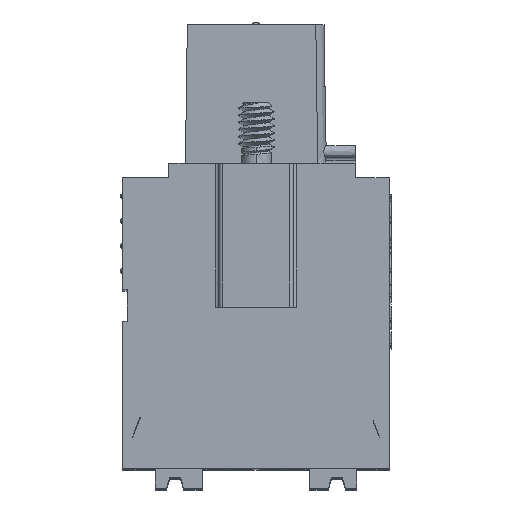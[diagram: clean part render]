
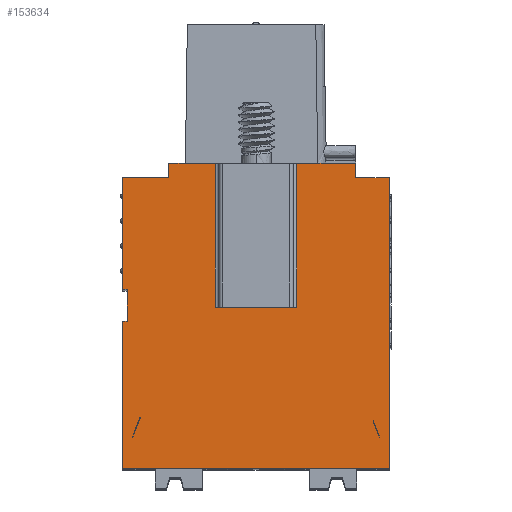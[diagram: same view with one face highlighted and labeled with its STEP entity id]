
A CAD part, top view. The second image highlights one B-rep face of the part: STEP entity #153634.
In plain terms, the highlighted planar face has unit normal (0, 0, 1).
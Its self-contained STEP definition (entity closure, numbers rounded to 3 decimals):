
#734=CARTESIAN_POINT('',(14.539,0.,0.));
#735=VERTEX_POINT('',#734);
#742=CARTESIAN_POINT('',(14.559,0.,0.));
#743=VERTEX_POINT('',#742);
#744=CARTESIAN_POINT('',(14.539,0.,0.));
#745=DIRECTION('',(1.,0.,0.));
#746=VECTOR('',#745,0.02);
#747=LINE('',#744,#746);
#748=EDGE_CURVE('',#735,#743,#747,.T.);
#1215=CARTESIAN_POINT('',(14.196,0.878,0.));
#1216=VERTEX_POINT('',#1215);
#1223=CARTESIAN_POINT('',(14.196,0.878,0.));
#1224=DIRECTION('',(0.364,-0.931,0.));
#1225=VECTOR('',#1224,0.943);
#1226=LINE('',#1223,#1225);
#1227=EDGE_CURVE('',#1216,#735,#1226,.T.);
#1328=CARTESIAN_POINT('',(14.195,0.953,0.));
#1329=VERTEX_POINT('',#1328);
#1336=CARTESIAN_POINT('',(14.195,0.953,0.));
#1337=DIRECTION('',(0.01,-1.,0.));
#1338=VECTOR('',#1337,0.075);
#1339=LINE('',#1336,#1338);
#1340=EDGE_CURVE('',#1329,#1216,#1339,.T.);
#2519=CARTESIAN_POINT('',(13.209,14.6,0.));
#2520=VERTEX_POINT('',#2519);
#2527=CARTESIAN_POINT('',(15.109,14.6,0.));
#2528=VERTEX_POINT('',#2527);
#2529=CARTESIAN_POINT('',(13.209,14.6,0.));
#2530=DIRECTION('',(1.,0.,0.));
#2531=VECTOR('',#2530,1.9);
#2532=LINE('',#2529,#2531);
#2533=EDGE_CURVE('',#2520,#2528,#2532,.T.);
#2874=CARTESIAN_POINT('',(0.109,-1.77,0.));
#2875=VERTEX_POINT('',#2874);
#2882=CARTESIAN_POINT('',(0.109,6.5,0.));
#2883=VERTEX_POINT('',#2882);
#2884=CARTESIAN_POINT('',(0.109,-1.77,0.));
#2885=DIRECTION('',(0.,1.,0.));
#2886=VECTOR('',#2885,8.27);
#2887=LINE('',#2884,#2886);
#2888=EDGE_CURVE('',#2875,#2883,#2887,.T.);
#4213=CARTESIAN_POINT('',(0.359,6.5,0.));
#4214=VERTEX_POINT('',#4213);
#4215=CARTESIAN_POINT('',(0.109,6.5,0.));
#4216=DIRECTION('',(1.,0.,0.));
#4217=VECTOR('',#4216,0.25);
#4218=LINE('',#4215,#4217);
#4219=EDGE_CURVE('',#2883,#4214,#4218,.T.);
#4244=CARTESIAN_POINT('',(0.359,8.3,0.));
#4245=VERTEX_POINT('',#4244);
#4246=CARTESIAN_POINT('',(0.359,6.5,0.));
#4247=DIRECTION('',(0.,1.,0.));
#4248=VECTOR('',#4247,1.8);
#4249=LINE('',#4246,#4248);
#4250=EDGE_CURVE('',#4214,#4245,#4249,.T.);
#4275=CARTESIAN_POINT('',(0.109,8.3,0.));
#4276=VERTEX_POINT('',#4275);
#4277=CARTESIAN_POINT('',(0.359,8.3,0.));
#4278=DIRECTION('',(-1.,0.,0.));
#4279=VECTOR('',#4278,0.25);
#4280=LINE('',#4277,#4279);
#4281=EDGE_CURVE('',#4245,#4276,#4280,.T.);
#4306=CARTESIAN_POINT('',(0.109,14.6,0.));
#4307=VERTEX_POINT('',#4306);
#4308=CARTESIAN_POINT('',(0.109,8.3,0.));
#4309=DIRECTION('',(0.,1.,0.));
#4310=VECTOR('',#4309,6.3);
#4311=LINE('',#4308,#4310);
#4312=EDGE_CURVE('',#4276,#4307,#4311,.T.);
#6785=CARTESIAN_POINT('',(2.709,14.6,0.));
#6786=VERTEX_POINT('',#6785);
#6787=CARTESIAN_POINT('',(0.109,14.6,0.));
#6788=DIRECTION('',(1.,0.,0.));
#6789=VECTOR('',#6788,2.6);
#6790=LINE('',#6787,#6789);
#6791=EDGE_CURVE('',#4307,#6786,#6790,.T.);
#6816=CARTESIAN_POINT('',(2.709,15.4,0.));
#6817=VERTEX_POINT('',#6816);
#6818=CARTESIAN_POINT('',(2.709,14.6,0.));
#6819=DIRECTION('',(0.,1.,0.));
#6820=VECTOR('',#6819,0.8);
#6821=LINE('',#6818,#6820);
#6822=EDGE_CURVE('',#6786,#6817,#6821,.T.);
#6960=CARTESIAN_POINT('',(0.659,0.,0.));
#6961=VERTEX_POINT('',#6960);
#6968=CARTESIAN_POINT('',(0.678,0.,0.));
#6969=VERTEX_POINT('',#6968);
#6970=CARTESIAN_POINT('',(0.659,0.,0.));
#6971=DIRECTION('',(1.,0.,0.));
#6972=VECTOR('',#6971,0.02);
#6973=LINE('',#6970,#6972);
#6974=EDGE_CURVE('',#6961,#6969,#6973,.T.);
#7967=CARTESIAN_POINT('',(1.109,1.1,0.));
#7968=VERTEX_POINT('',#7967);
#7969=CARTESIAN_POINT('',(0.678,0.,0.));
#7970=DIRECTION('',(0.364,0.931,0.));
#7971=VECTOR('',#7970,1.181);
#7972=LINE('',#7969,#7971);
#7973=EDGE_CURVE('',#6969,#7968,#7972,.T.);
#29327=CARTESIAN_POINT('',(15.109,-1.77,0.));
#29328=VERTEX_POINT('',#29327);
#29335=CARTESIAN_POINT('',(15.109,-1.77,0.));
#29336=DIRECTION('',(-1.,0.,0.));
#29337=VECTOR('',#29336,15.);
#29338=LINE('',#29335,#29337);
#29339=EDGE_CURVE('',#29328,#2875,#29338,.T.);
#116544=CARTESIAN_POINT('',(5.324,15.4,0.));
#116545=VERTEX_POINT('',#116544);
#116546=CARTESIAN_POINT('',(2.709,15.4,0.));
#116547=DIRECTION('',(1.,0.,0.));
#116548=VECTOR('',#116547,2.615);
#116549=LINE('',#116546,#116548);
#116550=EDGE_CURVE('',#6817,#116545,#116549,.T.);
#116603=CARTESIAN_POINT('',(9.894,15.4,0.));
#116604=VERTEX_POINT('',#116603);
#116612=CARTESIAN_POINT('',(13.209,15.4,0.));
#116613=VERTEX_POINT('',#116612);
#116614=CARTESIAN_POINT('',(9.894,15.4,0.));
#116615=DIRECTION('',(1.,0.,0.));
#116616=VECTOR('',#116615,3.315);
#116617=LINE('',#116614,#116616);
#116618=EDGE_CURVE('',#116604,#116613,#116617,.T.);
#121013=CARTESIAN_POINT('',(13.209,15.4,0.));
#121014=DIRECTION('',(0.,-1.,0.));
#121015=VECTOR('',#121014,0.8);
#121016=LINE('',#121013,#121015);
#121017=EDGE_CURVE('',#116613,#2520,#121016,.T.);
#153558=CARTESIAN_POINT('',(9.39,2.6,0.));
#153559=DIRECTION('',(1.,0.,0.));
#153560=DIRECTION('',(0.,0.,1.));
#153561=AXIS2_PLACEMENT_3D('',#153558,#153560,#153559);
#153562=PLANE('',#153561);
#153563=CARTESIAN_POINT('',(9.894,7.3,0.));
#153564=VERTEX_POINT('',#153563);
#153565=CARTESIAN_POINT('',(5.324,7.3,0.));
#153566=VERTEX_POINT('',#153565);
#153567=CARTESIAN_POINT('',(9.894,7.3,0.));
#153568=DIRECTION('',(-1.,0.,0.));
#153569=VECTOR('',#153568,4.57);
#153570=LINE('',#153567,#153569);
#153571=EDGE_CURVE('',#153564,#153566,#153570,.T.);
#153572=ORIENTED_EDGE('',*,*,#153571,.T.);
#153573=CARTESIAN_POINT('',(5.324,7.3,0.));
#153574=DIRECTION('',(0.,1.,0.));
#153575=VECTOR('',#153574,8.1);
#153576=LINE('',#153573,#153575);
#153577=EDGE_CURVE('',#153566,#116545,#153576,.T.);
#153578=ORIENTED_EDGE('',*,*,#153577,.T.);
#153579=ORIENTED_EDGE('',*,*,#116550,.F.);
#153580=ORIENTED_EDGE('',*,*,#6822,.F.);
#153581=ORIENTED_EDGE('',*,*,#6791,.F.);
#153582=ORIENTED_EDGE('',*,*,#4312,.F.);
#153583=ORIENTED_EDGE('',*,*,#4281,.F.);
#153584=ORIENTED_EDGE('',*,*,#4250,.F.);
#153585=ORIENTED_EDGE('',*,*,#4219,.F.);
#153586=ORIENTED_EDGE('',*,*,#2888,.F.);
#153587=ORIENTED_EDGE('',*,*,#29339,.F.);
#153588=CARTESIAN_POINT('',(15.109,14.6,0.));
#153589=DIRECTION('',(0.,-1.,0.));
#153590=VECTOR('',#153589,16.37);
#153591=LINE('',#153588,#153590);
#153592=EDGE_CURVE('',#2528,#29328,#153591,.T.);
#153593=ORIENTED_EDGE('',*,*,#153592,.F.);
#153594=ORIENTED_EDGE('',*,*,#2533,.F.);
#153595=ORIENTED_EDGE('',*,*,#121017,.F.);
#153596=ORIENTED_EDGE('',*,*,#116618,.F.);
#153597=CARTESIAN_POINT('',(9.894,15.4,0.));
#153598=DIRECTION('',(0.,-1.,0.));
#153599=VECTOR('',#153598,8.1);
#153600=LINE('',#153597,#153599);
#153601=EDGE_CURVE('',#116604,#153564,#153600,.T.);
#153602=ORIENTED_EDGE('',*,*,#153601,.T.);
#153603=EDGE_LOOP('',(#153572,#153578,#153579,#153580,#153581,#153582,#153583,#153584,#153585,#153586,#153587,#153593,#153594,#153595,#153596,#153602));
#153604=FACE_OUTER_BOUND('',#153603,.T.);
#153605=ORIENTED_EDGE('',*,*,#1227,.F.);
#153606=ORIENTED_EDGE('',*,*,#1340,.F.);
#153607=CARTESIAN_POINT('',(14.195,0.953,0.));
#153608=DIRECTION('',(0.357,-0.934,0.));
#153609=VECTOR('',#153608,1.02);
#153610=LINE('',#153607,#153609);
#153611=EDGE_CURVE('',#1329,#743,#153610,.T.);
#153612=ORIENTED_EDGE('',*,*,#153611,.T.);
#153613=ORIENTED_EDGE('',*,*,#748,.F.);
#153614=EDGE_LOOP('',(#153605,#153606,#153612,#153613));
#153615=FACE_BOUND('',#153614,.T.);
#153616=ORIENTED_EDGE('',*,*,#6974,.F.);
#153617=CARTESIAN_POINT('',(1.079,1.1,0.));
#153618=VERTEX_POINT('',#153617);
#153619=CARTESIAN_POINT('',(0.659,0.,0.));
#153620=DIRECTION('',(0.357,0.934,0.));
#153621=VECTOR('',#153620,1.177);
#153622=LINE('',#153619,#153621);
#153623=EDGE_CURVE('',#6961,#153618,#153622,.T.);
#153624=ORIENTED_EDGE('',*,*,#153623,.T.);
#153625=CARTESIAN_POINT('',(1.079,1.1,0.));
#153626=DIRECTION('',(1.,0.,0.));
#153627=VECTOR('',#153626,0.03);
#153628=LINE('',#153625,#153627);
#153629=EDGE_CURVE('',#153618,#7968,#153628,.T.);
#153630=ORIENTED_EDGE('',*,*,#153629,.T.);
#153631=ORIENTED_EDGE('',*,*,#7973,.F.);
#153632=EDGE_LOOP('',(#153616,#153624,#153630,#153631));
#153633=FACE_BOUND('',#153632,.T.);
#153634=ADVANCED_FACE('',(#153604,#153615,#153633),#153562,.T.);
